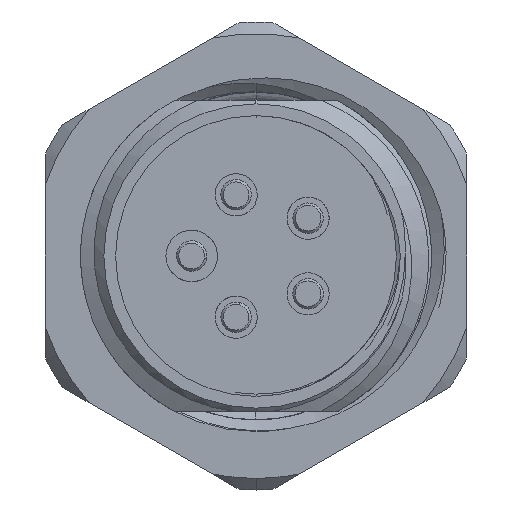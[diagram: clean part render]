
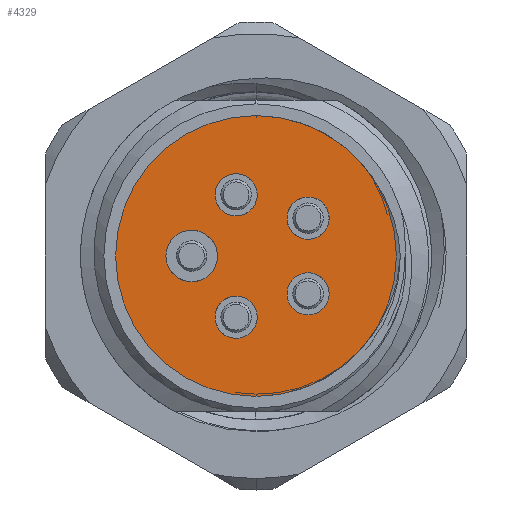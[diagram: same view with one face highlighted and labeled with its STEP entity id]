
A CAD part, left-side view. The second image highlights one B-rep face of the part: STEP entity #4329.
In plain terms, the highlighted face is planar.
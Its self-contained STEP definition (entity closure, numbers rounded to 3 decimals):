
#6 = EDGE_CURVE ( 'NONE', #4460, #5771, #3497, .T. ) ;
#10 = DIRECTION ( 'NONE',  ( 0., 0., -1. ) ) ;
#225 = CIRCLE ( 'NONE', #4926, 0.9 ) ;
#255 = EDGE_CURVE ( 'NONE', #5630, #1528, #3705, .T. ) ;
#414 = CARTESIAN_POINT ( 'NONE',  ( 13., 0., -6. ) ) ;
#766 = ORIENTED_EDGE ( 'NONE', *, *, #9218, .F. ) ;
#934 = DIRECTION ( 'NONE',  ( 1., 0., 0. ) ) ;
#1082 = VERTEX_POINT ( 'NONE', #12599 ) ;
#1187 = FACE_BOUND ( 'NONE', #1637, .T. ) ;
#1291 = EDGE_CURVE ( 'NONE', #3229, #10015, #2648, .T. ) ;
#1338 = CIRCLE ( 'NONE', #3149, 0.9 ) ;
#1350 = AXIS2_PLACEMENT_3D ( 'NONE', #4677, #8807, #11471 ) ;
#1527 = ORIENTED_EDGE ( 'NONE', *, *, #6852, .F. ) ;
#1528 = VERTEX_POINT ( 'NONE', #5024 ) ;
#1549 = AXIS2_PLACEMENT_3D ( 'NONE', #7247, #2407, #6294 ) ;
#1623 = DIRECTION ( 'NONE',  ( 0., 0., -1. ) ) ;
#1637 = EDGE_LOOP ( 'NONE', ( #1527, #5507 ) ) ;
#1854 = ORIENTED_EDGE ( 'NONE', *, *, #5791, .F. ) ;
#2029 = DIRECTION ( 'NONE',  ( 0., 0., -1. ) ) ;
#2265 = DIRECTION ( 'NONE',  ( -1., 0., 0. ) ) ;
#2407 = DIRECTION ( 'NONE',  ( 1., 0., 0. ) ) ;
#2484 = AXIS2_PLACEMENT_3D ( 'NONE', #3488, #5467, #12334 ) ;
#2524 = EDGE_CURVE ( 'NONE', #6429, #9741, #7600, .T. ) ;
#2648 = CIRCLE ( 'NONE', #4691, 1.1 ) ;
#2686 = CIRCLE ( 'NONE', #9817, 0.9 ) ;
#2981 = DIRECTION ( 'NONE',  ( 1., 0., 0. ) ) ;
#3070 = CIRCLE ( 'NONE', #4718, 0.9 ) ;
#3149 = AXIS2_PLACEMENT_3D ( 'NONE', #12638, #934, #4582 ) ;
#3177 = CARTESIAN_POINT ( 'NONE',  ( 13., -2.225, 0.716 ) ) ;
#3229 = VERTEX_POINT ( 'NONE', #9322 ) ;
#3311 = VERTEX_POINT ( 'NONE', #7842 ) ;
#3338 = AXIS2_PLACEMENT_3D ( 'NONE', #10822, #5993, #10 ) ;
#3433 = VERTEX_POINT ( 'NONE', #11772 ) ;
#3488 = CARTESIAN_POINT ( 'NONE',  ( 13., 0., 0. ) ) ;
#3497 = CIRCLE ( 'NONE', #2484, 6. ) ;
#3665 = ORIENTED_EDGE ( 'NONE', *, *, #255, .F. ) ;
#3705 = CIRCLE ( 'NONE', #12491, 0.9 ) ;
#3725 = ORIENTED_EDGE ( 'NONE', *, *, #2524, .F. ) ;
#3810 = EDGE_LOOP ( 'NONE', ( #766, #11091 ) ) ;
#3879 = DIRECTION ( 'NONE',  ( 0., 0., -1. ) ) ;
#3963 = DIRECTION ( 'NONE',  ( 0., 0., -1. ) ) ;
#3972 = CARTESIAN_POINT ( 'NONE',  ( 13., 0.85, 3.515 ) ) ;
#4329 = ADVANCED_FACE ( 'NONE', ( #1187, #7944, #8129, #9995, #8000, #12062 ), #6280, .F. ) ;
#4460 = VERTEX_POINT ( 'NONE', #414 ) ;
#4582 = DIRECTION ( 'NONE',  ( 0., 0., -1. ) ) ;
#4677 = CARTESIAN_POINT ( 'NONE',  ( 13., 0., 0. ) ) ;
#4691 = AXIS2_PLACEMENT_3D ( 'NONE', #12647, #4962, #3879 ) ;
#4718 = AXIS2_PLACEMENT_3D ( 'NONE', #7186, #5402, #11106 ) ;
#4777 = CARTESIAN_POINT ( 'NONE',  ( 13., -2.225, -2.516 ) ) ;
#4926 = AXIS2_PLACEMENT_3D ( 'NONE', #10298, #9564, #5735 ) ;
#4962 = DIRECTION ( 'NONE',  ( 1., 0., 0. ) ) ;
#5024 = CARTESIAN_POINT ( 'NONE',  ( 13., -2.225, -0.716 ) ) ;
#5329 = AXIS2_PLACEMENT_3D ( 'NONE', #10905, #2265, #11931 ) ;
#5387 = ORIENTED_EDGE ( 'NONE', *, *, #5813, .F. ) ;
#5402 = DIRECTION ( 'NONE',  ( 1., 0., 0. ) ) ;
#5461 = DIRECTION ( 'NONE',  ( 1., 0., 0. ) ) ;
#5467 = DIRECTION ( 'NONE',  ( -1., 0., 0. ) ) ;
#5507 = ORIENTED_EDGE ( 'NONE', *, *, #1291, .F. ) ;
#5554 = EDGE_CURVE ( 'NONE', #1082, #3311, #225, .T. ) ;
#5630 = VERTEX_POINT ( 'NONE', #4777 ) ;
#5661 = EDGE_LOOP ( 'NONE', ( #9633, #3725 ) ) ;
#5735 = DIRECTION ( 'NONE',  ( 0., 0., -1. ) ) ;
#5771 = VERTEX_POINT ( 'NONE', #8856 ) ;
#5791 = EDGE_CURVE ( 'NONE', #3311, #1082, #2686, .T. ) ;
#5813 = EDGE_CURVE ( 'NONE', #1528, #5630, #3070, .T. ) ;
#5938 = EDGE_CURVE ( 'NONE', #9741, #6429, #11340, .T. ) ;
#5993 = DIRECTION ( 'NONE',  ( 1., 0., 0. ) ) ;
#6015 = EDGE_CURVE ( 'NONE', #11043, #3433, #1338, .T. ) ;
#6280 = PLANE ( 'NONE',  #5329 ) ;
#6294 = DIRECTION ( 'NONE',  ( 0., 0., -1. ) ) ;
#6429 = VERTEX_POINT ( 'NONE', #3972 ) ;
#6462 = DIRECTION ( 'NONE',  ( 1., 0., 0. ) ) ;
#6464 = EDGE_CURVE ( 'NONE', #3433, #11043, #9665, .T. ) ;
#6821 = CARTESIAN_POINT ( 'NONE',  ( 13., 2.75, 0. ) ) ;
#6852 = EDGE_CURVE ( 'NONE', #10015, #3229, #7004, .T. ) ;
#7004 = CIRCLE ( 'NONE', #8636, 1.1 ) ;
#7186 = CARTESIAN_POINT ( 'NONE',  ( 13., -2.225, -1.616 ) ) ;
#7247 = CARTESIAN_POINT ( 'NONE',  ( 13., 0.85, 2.615 ) ) ;
#7565 = ORIENTED_EDGE ( 'NONE', *, *, #6464, .F. ) ;
#7600 = CIRCLE ( 'NONE', #11917, 0.9 ) ;
#7842 = CARTESIAN_POINT ( 'NONE',  ( 13., 0.85, -3.515 ) ) ;
#7944 = FACE_BOUND ( 'NONE', #10402, .T. ) ;
#7962 = ORIENTED_EDGE ( 'NONE', *, *, #5554, .F. ) ;
#8000 = FACE_BOUND ( 'NONE', #5661, .T. ) ;
#8129 = FACE_BOUND ( 'NONE', #10883, .T. ) ;
#8636 = AXIS2_PLACEMENT_3D ( 'NONE', #6821, #8667, #3963 ) ;
#8667 = DIRECTION ( 'NONE',  ( 1., 0., 0. ) ) ;
#8807 = DIRECTION ( 'NONE',  ( -1., 0., 0. ) ) ;
#8856 = CARTESIAN_POINT ( 'NONE',  ( 13., 0., 6. ) ) ;
#8995 = ORIENTED_EDGE ( 'NONE', *, *, #6015, .F. ) ;
#9218 = EDGE_CURVE ( 'NONE', #5771, #4460, #11357, .T. ) ;
#9322 = CARTESIAN_POINT ( 'NONE',  ( 13., 2.75, 1.1 ) ) ;
#9564 = DIRECTION ( 'NONE',  ( 1., 0., 0. ) ) ;
#9633 = ORIENTED_EDGE ( 'NONE', *, *, #5938, .F. ) ;
#9661 = EDGE_LOOP ( 'NONE', ( #8995, #7565 ) ) ;
#9665 = CIRCLE ( 'NONE', #3338, 0.9 ) ;
#9741 = VERTEX_POINT ( 'NONE', #10595 ) ;
#9817 = AXIS2_PLACEMENT_3D ( 'NONE', #10796, #2981, #2029 ) ;
#9995 = FACE_BOUND ( 'NONE', #9661, .T. ) ;
#10015 = VERTEX_POINT ( 'NONE', #11152 ) ;
#10298 = CARTESIAN_POINT ( 'NONE',  ( 13., 0.85, -2.615 ) ) ;
#10310 = CARTESIAN_POINT ( 'NONE',  ( 13., 0.85, 2.615 ) ) ;
#10402 = EDGE_LOOP ( 'NONE', ( #1854, #7962 ) ) ;
#10595 = CARTESIAN_POINT ( 'NONE',  ( 13., 0.85, 1.715 ) ) ;
#10796 = CARTESIAN_POINT ( 'NONE',  ( 13., 0.85, -2.615 ) ) ;
#10822 = CARTESIAN_POINT ( 'NONE',  ( 13., -2.225, 1.616 ) ) ;
#10883 = EDGE_LOOP ( 'NONE', ( #3665, #5387 ) ) ;
#10905 = CARTESIAN_POINT ( 'NONE',  ( 13., 0., 0. ) ) ;
#11043 = VERTEX_POINT ( 'NONE', #3177 ) ;
#11091 = ORIENTED_EDGE ( 'NONE', *, *, #6, .F. ) ;
#11106 = DIRECTION ( 'NONE',  ( 0., 0., -1. ) ) ;
#11152 = CARTESIAN_POINT ( 'NONE',  ( 13., 2.75, -1.1 ) ) ;
#11340 = CIRCLE ( 'NONE', #1549, 0.9 ) ;
#11357 = CIRCLE ( 'NONE', #1350, 6. ) ;
#11471 = DIRECTION ( 'NONE',  ( 0., 0., 1. ) ) ;
#11772 = CARTESIAN_POINT ( 'NONE',  ( 13., -2.225, 2.516 ) ) ;
#11917 = AXIS2_PLACEMENT_3D ( 'NONE', #10310, #6462, #1623 ) ;
#11931 = DIRECTION ( 'NONE',  ( 0., 0., 1. ) ) ;
#12062 = FACE_OUTER_BOUND ( 'NONE', #3810, .T. ) ;
#12207 = CARTESIAN_POINT ( 'NONE',  ( 13., -2.225, -1.616 ) ) ;
#12269 = DIRECTION ( 'NONE',  ( 0., 0., -1. ) ) ;
#12334 = DIRECTION ( 'NONE',  ( 0., 0., 1. ) ) ;
#12491 = AXIS2_PLACEMENT_3D ( 'NONE', #12207, #5461, #12269 ) ;
#12599 = CARTESIAN_POINT ( 'NONE',  ( 13., 0.85, -1.715 ) ) ;
#12638 = CARTESIAN_POINT ( 'NONE',  ( 13., -2.225, 1.616 ) ) ;
#12647 = CARTESIAN_POINT ( 'NONE',  ( 13., 2.75, 0. ) ) ;
